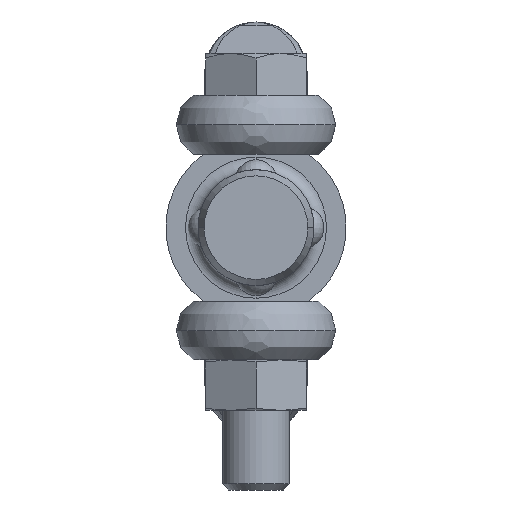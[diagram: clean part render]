
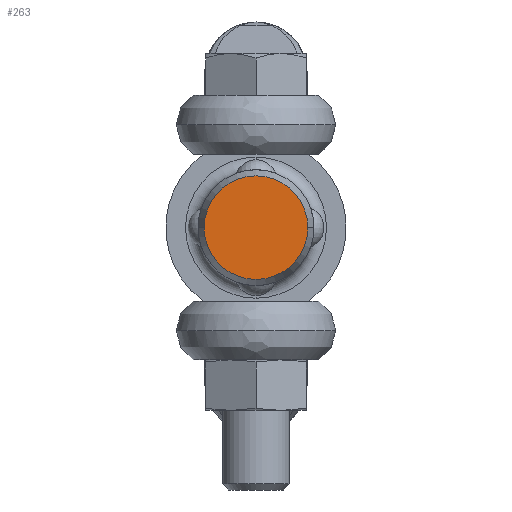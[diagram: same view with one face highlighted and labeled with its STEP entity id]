
A CAD part, left-side view. The second image highlights one B-rep face of the part: STEP entity #263.
In plain terms, the highlighted planar face has unit normal (-1, 0, 0).
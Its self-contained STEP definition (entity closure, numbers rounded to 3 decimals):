
#263=ADVANCED_FACE('',(#636),#637,.T.);
#636=FACE_OUTER_BOUND('',#1550,.T.);
#637=PLANE('',#1551);
#1550=EDGE_LOOP('',(#3318,#3319));
#1551=AXIS2_PLACEMENT_3D('',#3320,#3321,#3322);
#3318=ORIENTED_EDGE('',*,*,#4504,.F.);
#3319=ORIENTED_EDGE('',*,*,#4505,.F.);
#3320=CARTESIAN_POINT('',(-63.0,3.086,0.0));
#3321=DIRECTION('',(-1.0,0.,0.0));
#3322=DIRECTION('',(0.0,0.0,1.0));
#4504=EDGE_CURVE('',#5179,#5180,#5181,.T.);
#4505=EDGE_CURVE('',#5180,#5179,#5182,.T.);
#5179=VERTEX_POINT('',#6753);
#5180=VERTEX_POINT('',#6754);
#5181=CIRCLE('',#6755,6.172);
#5182=CIRCLE('',#6756,6.172);
#6753=CARTESIAN_POINT('',(-63.0,6.172,0.0));
#6754=CARTESIAN_POINT('',(-63.0,-6.172,0.));
#6755=AXIS2_PLACEMENT_3D('',#8247,#8248,#8249);
#6756=AXIS2_PLACEMENT_3D('',#8250,#8251,#8252);
#8247=CARTESIAN_POINT('',(-63.0,0.,0.0));
#8248=DIRECTION('',(1.0,0.,0.0));
#8249=DIRECTION('',(0.,1.0,0.0));
#8250=CARTESIAN_POINT('',(-63.0,0.,0.0));
#8251=DIRECTION('',(1.0,0.,0.0));
#8252=DIRECTION('',(0.,1.0,0.0));
